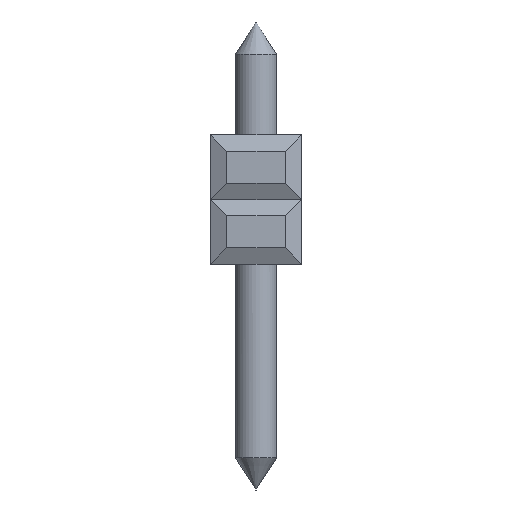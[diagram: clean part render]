
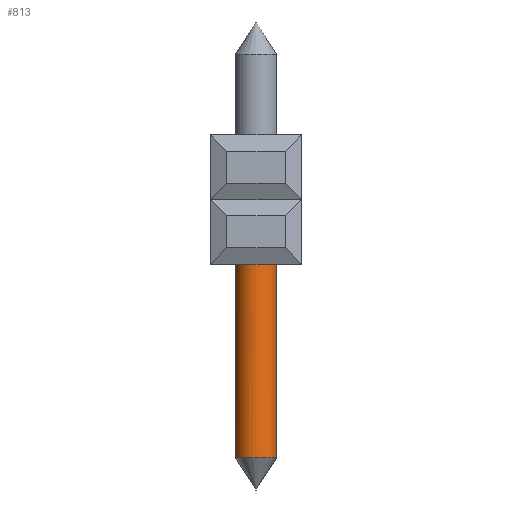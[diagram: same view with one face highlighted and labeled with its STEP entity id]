
A CAD part, left-side view. The second image highlights one B-rep face of the part: STEP entity #813.
In plain terms, the highlighted cylindrical face has radius 0.65 mm (diameter 1.3 mm), a full revolution.
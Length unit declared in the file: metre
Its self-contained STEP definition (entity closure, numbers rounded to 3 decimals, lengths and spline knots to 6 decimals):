
#813=ADVANCED_FACE('',(#2323,#2324),#2325,.T.);
#2323=FACE_OUTER_BOUND('',#4660,.T.);
#2324=FACE_OUTER_BOUND('',#4661,.T.);
#2325=CYLINDRICAL_SURFACE('',#4662,0.00065);
#4660=EDGE_LOOP('',(#7101));
#4661=EDGE_LOOP('',(#7102));
#4662=AXIS2_PLACEMENT_3D('',#7103,#7104,#7105);
#7101=ORIENTED_EDGE('',*,*,#13033,.F.);
#7102=ORIENTED_EDGE('',*,*,#13034,.F.);
#7103=CARTESIAN_POINT('',(-0.00435,-0.03326,0.0005));
#7104=DIRECTION('',(0.0,0.,-1.0));
#7105=DIRECTION('',(-1.0,0.0,0.0));
#13033=EDGE_CURVE('',#15434,#15434,#15435,.T.);
#13034=EDGE_CURVE('',#15436,#15436,#15437,.T.);
#15434=VERTEX_POINT('',#18737);
#15435=CIRCLE('',#18738,0.00065);
#15436=VERTEX_POINT('',#18739);
#15437=CIRCLE('',#18740,0.00065);
#18737=CARTESIAN_POINT('',(-0.00396,-0.03274,-0.01));
#18738=AXIS2_PLACEMENT_3D('',#23422,#23423,#23424);
#18739=CARTESIAN_POINT('',(-0.00435,-0.03391,-0.0038));
#18740=AXIS2_PLACEMENT_3D('',#23425,#23426,#23427);
#23422=CARTESIAN_POINT('',(-0.00435,-0.03326,-0.01));
#23423=DIRECTION('',(0.,0.,-1.0));
#23424=DIRECTION('',(0.6,0.8,0.));
#23425=CARTESIAN_POINT('',(-0.00435,-0.03326,-0.0038));
#23426=DIRECTION('',(0.0,0.,1.0));
#23427=DIRECTION('',(0.0,-1.0,0.));
